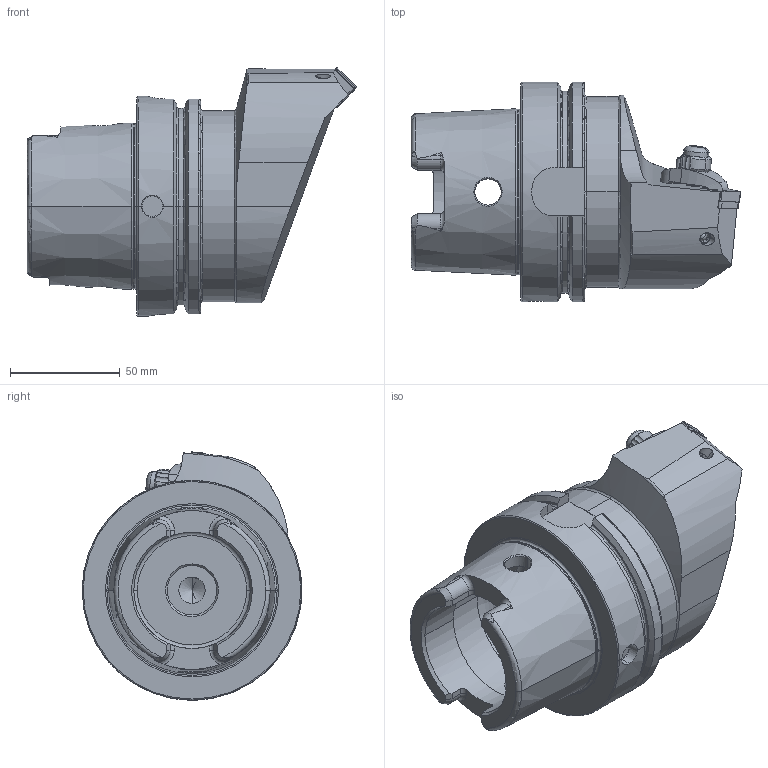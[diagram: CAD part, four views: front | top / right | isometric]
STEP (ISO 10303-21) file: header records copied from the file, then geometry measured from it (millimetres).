
FILE_DESCRIPTION (( 'STEP AP214' ), '1' );
FILE_NAME ('HA0.KSD.LSA.100.STEP', '2014-09-03T08:39:43', ( 'baer' ), ( 'Hewlett-Packard Company' ), 'SwSTEP 2.0', 'SolidWorks 2012', '' );
FILE_SCHEMA (( 'AUTOMOTIVE_DESIGN' ));
Length unit declared in the file: millimetre
Products named in the file (10): KVT_MB_600_060; ISO 13337 - 3 x 12_PreviewCfg; WCC-ER4.103.032_A; WCC-ER5.102.012_B; WCC-ER3.102.024_C; SNMG120404; WCC-ER2.001.010_A; WSD-ER2.101.003_A; HA0-KSD.LSA.100_A_Fertigbearbeitung; HA0.KSD.LSA.100
Assembly tree (9 placements, depth 2):
  HA0.KSD.LSA.100
    HA0-KSD.LSA.100_A_Fertigbearbeitung
    WSD-ER2.101.003_A
    WCC-ER2.001.010_A
    SNMG120404
    WCC-ER3.102.024_C
    WCC-ER5.102.012_B
    WCC-ER4.103.032_A
    ISO 13337 - 3 x 12_PreviewCfg
    KVT_MB_600_060
Bounding box: 149.9 x 100 x 113 mm (x, y, z)
Volume: 505717.8 mm3; surface area: 71819.8 mm2
Topology: 10 solids, 10 shells, 444 faces, 1107 edges, 678 vertices
Faces by surface type: cylinder 158, plane 110, cone 104, torus 66, bspline 4, sphere 2
Entity records: 16684 total; most frequent: CARTESIAN_POINT 4777, DIRECTION 2231, ORIENTED_EDGE 2184, EDGE_CURVE 1092, AXIS2_PLACEMENT_3D 908, VERTEX_POINT 675, EDGE_LOOP 473, CIRCLE 456
